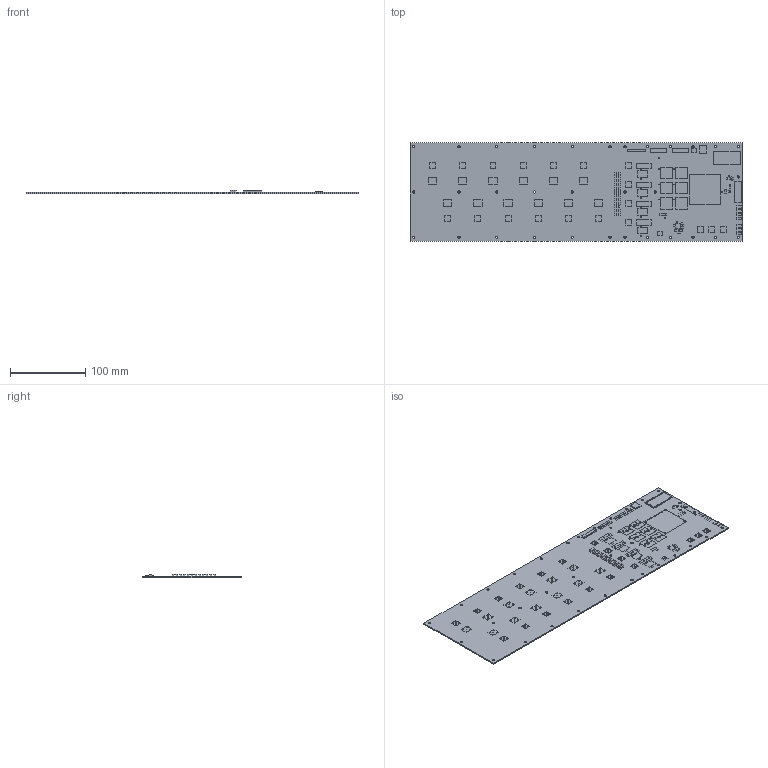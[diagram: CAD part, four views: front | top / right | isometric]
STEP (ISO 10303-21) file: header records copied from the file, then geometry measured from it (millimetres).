
FILE_DESCRIPTION(/* description */ (''),/* implementation_level */ '2;1');
FILE_NAME(/* name */ '56171309-6006-46ab-98c3-63dd676acc31.stp',/* time_stamp */ '2019-08-18T01:11:12+00:00',/* author */ (''),/* organization */ (''),/* preprocessor_version */ 'ST-DEVELOPER v18',/* originating_system */ 'Autodesk Translation Framework v8.6.0.1094',/* authorisation */ '');
FILE_SCHEMA (('AUTOMOTIVE_DESIGN { 1 0 10303 214 3 1 1 }'));
Length unit declared in the file: millimetre
Products named in the file (28): 56171309-6006-46ab-98c3-63dd676acc31; PCB Component; Board; 0731010360; FE10-2; MMCX-J-P-X-RA-SM1; SCREW2; SCREW8; SMA_JACK_142-0701-201; TESTPOINT_2MM; DIODE-ESD-BIDIRECTIONALDO-214AA; TEENSY_3.1_BASIC; 1503_02; ADAFRUIT_1_5_OLED; CHERRY-MX; 12226-8250-00FR; 1k; SJ_2_0201; LTC2875_DFN; FIN1032MTCX; SN65LVDS9638DGN; ROCKER_SWITCH; G6KU-2F-RF-TR09DC5; LTM4622A; 10uF; 47uF; B1,27; TCA9555
Assembly tree (123 placements, depth 3):
  56171309-6006-46ab-98c3-63dd676acc31
    PCB Component
      Board
      0731010360  x12
      FE10-2
      MMCX-J-P-X-RA-SM1  x7
      SCREW2  x2
      SCREW8  x2
      SMA_JACK_142-0701-201  x19
      TESTPOINT_2MM
      DIODE-ESD-BIDIRECTIONALDO-214AA  x12
      TEENSY_3.1_BASIC
      1503_02
      ADAFRUIT_1_5_OLED
      CHERRY-MX  x6
      12226-8250-00FR
      1k  x34
      SJ_2_0201  x2
      LTC2875_DFN
      FIN1032MTCX
      SN65LVDS9638DGN  x2
      ROCKER_SWITCH  x4
      G6KU-2F-RF-TR09DC5  x4
      LTM4622A
      10uF
      47uF  x2
      B1,27  x2
      TCA9555
Bounding box: 440 x 130 x 4.27 mm (x, y, z)
Volume: 90301.7 mm3; surface area: 135260.2 mm2
Topology: 122 solids, 122 shells, 1660 faces, 3600 edges, 2208 vertices
Faces by surface type: plane 852, cylinder 616, sphere 192
Full cylindrical faces by diameter (mm): 0.9 x12, 0.914 x20, 0.965 x33, 1 x2, 1.016 x11, 1.1 x20, 1.3 x16, 1.5 x12, 1.575 x19, 1.6 x48, 1.702 x76, 1.714 x12, 1.8 x2, 2 x1, 2.3 x2, 2.5 x4, 3 x32, 4 x6
Entity records: 20017 total; most frequent: DIRECTION 3466, CARTESIAN_POINT 2989, ORIENTED_EDGE 2784, EDGE_CURVE 1392, AXIS2_PLACEMENT_3D 1389, EDGE_LOOP 1192, VERTEX_POINT 912, CIRCLE 704
